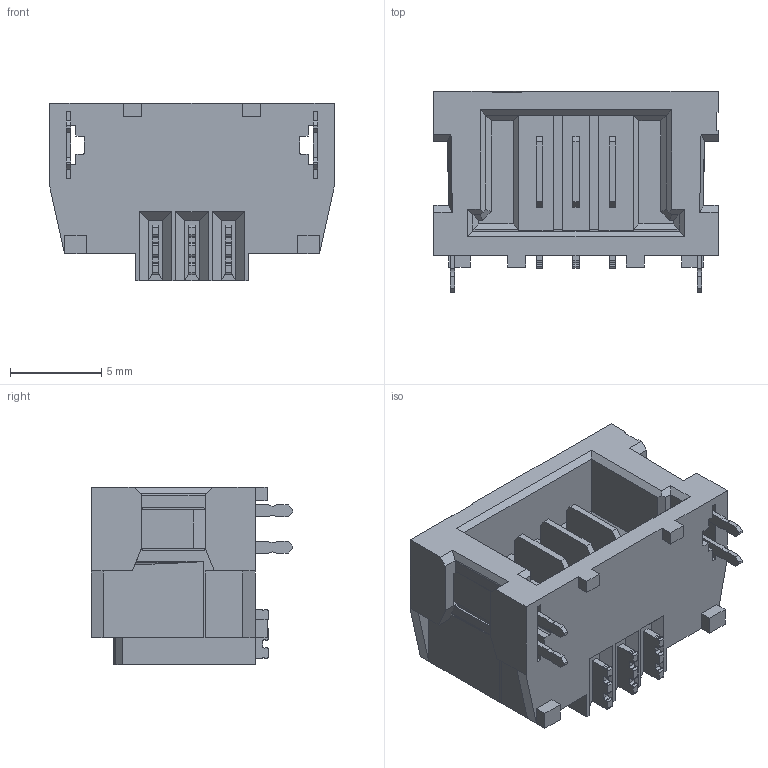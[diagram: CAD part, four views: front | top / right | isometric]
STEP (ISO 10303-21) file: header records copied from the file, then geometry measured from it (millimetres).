
FILE_DESCRIPTION (( 'STEP AP214' ), '1' );
FILE_NAME ('UMPT-03-01-L-RA-WT-M-TR.STEP', '2022-01-07T03:00:52', ( '' ), ( '' ), 'SwSTEP 2.0', 'SolidWorks 2017', '' );
FILE_SCHEMA (( 'AUTOMOTIVE_DESIGN' ));
Length unit declared in the file: millimetre
Products named in the file (1): UMPT-03-01-L-RA-WT-M-TR
Bounding box: 15.6 x 11.05 x 9.75 mm (x, y, z)
Volume: 889.7 mm3; surface area: 1257.7 mm2
Topology: 9 solids, 9 shells, 490 faces, 1367 edges, 892 vertices
Faces by surface type: plane 379, cylinder 111
Entity records: 15815 total; most frequent: CARTESIAN_POINT 2822, ORIENTED_EDGE 2734, DIRECTION 2527, EDGE_CURVE 1367, VECTOR 1141, LINE 1141, VERTEX_POINT 892, AXIS2_PLACEMENT_3D 693
